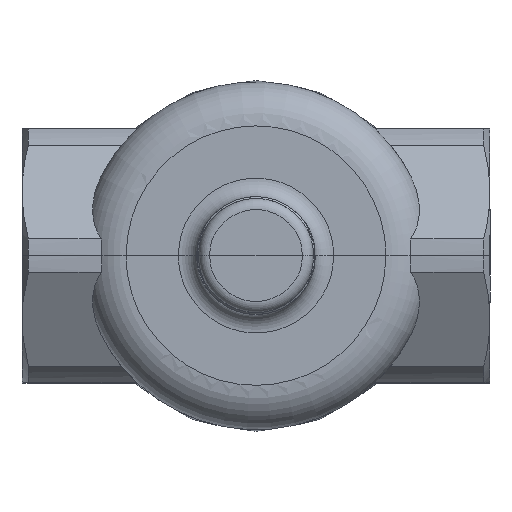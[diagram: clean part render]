
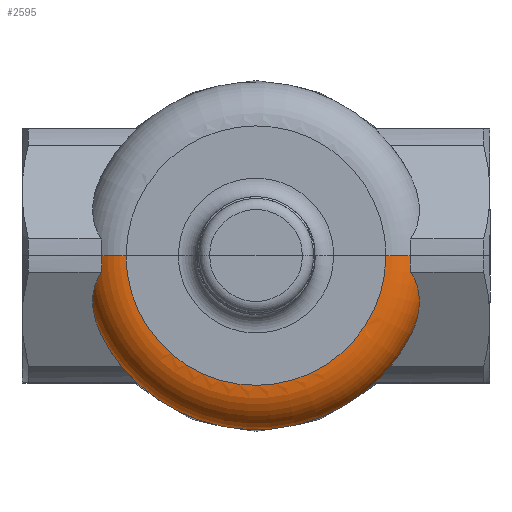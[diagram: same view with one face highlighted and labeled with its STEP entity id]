
A CAD part, top view. The second image highlights one B-rep face of the part: STEP entity #2595.
In plain terms, the highlighted toroidal (fillet/blend) face has major radius 35.2 mm and minor radius 12 mm.
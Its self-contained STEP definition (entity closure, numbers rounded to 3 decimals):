
#61=TOROIDAL_SURFACE('',#2881,35.2,12.);
#124=B_SPLINE_CURVE_WITH_KNOTS('',3,(#4550,#4551,#4552,#4553,#4554,#4555,
#4556,#4557,#4558),.UNSPECIFIED.,.F.,.F.,(4,1,1,1,1,1,4),(0.,0.167,
0.333,0.5,0.667,0.833,1.),
 .UNSPECIFIED.);
#126=B_SPLINE_CURVE_WITH_KNOTS('',3,(#4575,#4576,#4577,#4578,#4579,#4580),
 .UNSPECIFIED.,.F.,.F.,(4,2,4),(222.41,224.934,227.02),
 .UNSPECIFIED.);
#127=B_SPLINE_CURVE_WITH_KNOTS('',3,(#4582,#4583,#4584,#4585,#4586,#4587,
#4588,#4589,#4590,#4591,#4592,#4593,#4594,#4595,#4596,#4597,#4598,#4599,
#4600,#4601,#4602,#4603,#4604,#4605),.UNSPECIFIED.,.F.,.F.,(4,2,2,2,2,2,
2,2,2,2,2,4),(-187.38,-185.966,-184.137,-182.308,
-180.269,-178.231,-176.193,-174.155,
-172.645,-171.135,-169.626,-168.421),
 .UNSPECIFIED.);
#128=B_SPLINE_CURVE_WITH_KNOTS('',3,(#4607,#4608,#4609,#4610,#4611,#4612,
#4613,#4614),.UNSPECIFIED.,.F.,.F.,(4,1,1,1,1,4),(0.,0.2,0.4,0.6,0.8,1.),
 .UNSPECIFIED.);
#129=B_SPLINE_CURVE_WITH_KNOTS('',3,(#4616,#4617,#4618,#4619,#4620,#4621,
#4622,#4623,#4624,#4625,#4626,#4627,#4628,#4629,#4630,#4631,#4632,#4633,
#4634,#4635,#4636,#4637,#4638,#4639),.UNSPECIFIED.,.F.,.F.,(4,2,2,2,2,2,
2,2,2,2,2,4),(-66.335,-65.131,-63.621,-62.112,
-60.602,-58.564,-56.526,-54.487,
-52.449,-50.62,-48.79,-47.377),
 .UNSPECIFIED.);
#130=B_SPLINE_CURVE_WITH_KNOTS('',3,(#4641,#4642,#4643,#4644,#4645,#4646,
#4647,#4648),.UNSPECIFIED.,.F.,.F.,(4,2,2,4),(96.69,97.176,
99.41,100.433),.UNSPECIFIED.);
#337=FACE_OUTER_BOUND('',#508,.T.);
#508=EDGE_LOOP('',(#2125,#2126,#2127,#2128,#2129,#2130,#2131,#2132));
#971=CIRCLE('',#2882,12.);
#972=CIRCLE('',#2883,12.);
#1158=VERTEX_POINT('',#4548);
#1159=VERTEX_POINT('',#4549);
#1160=VERTEX_POINT('',#4572);
#1161=VERTEX_POINT('',#4574);
#1162=VERTEX_POINT('',#4581);
#1163=VERTEX_POINT('',#4606);
#1164=VERTEX_POINT('',#4615);
#1165=VERTEX_POINT('',#4640);
#1489=EDGE_CURVE('',#1158,#1159,#124,.T.);
#1493=EDGE_CURVE('',#1160,#1159,#971,.T.);
#1494=EDGE_CURVE('',#1161,#1160,#126,.T.);
#1495=EDGE_CURVE('',#1162,#1161,#127,.T.);
#1496=EDGE_CURVE('',#1163,#1162,#128,.T.);
#1497=EDGE_CURVE('',#1164,#1163,#129,.T.);
#1498=EDGE_CURVE('',#1165,#1164,#130,.T.);
#1499=EDGE_CURVE('',#1158,#1165,#972,.T.);
#2125=ORIENTED_EDGE('',*,*,#1489,.T.);
#2126=ORIENTED_EDGE('',*,*,#1493,.F.);
#2127=ORIENTED_EDGE('',*,*,#1494,.F.);
#2128=ORIENTED_EDGE('',*,*,#1495,.F.);
#2129=ORIENTED_EDGE('',*,*,#1496,.F.);
#2130=ORIENTED_EDGE('',*,*,#1497,.F.);
#2131=ORIENTED_EDGE('',*,*,#1498,.F.);
#2132=ORIENTED_EDGE('',*,*,#1499,.F.);
#2595=ADVANCED_FACE('',(#337),#61,.T.);
#2881=AXIS2_PLACEMENT_3D('',#4571,#3535,#3536);
#2882=AXIS2_PLACEMENT_3D('',#4573,#3537,#3538);
#2883=AXIS2_PLACEMENT_3D('',#4649,#3539,#3540);
#3535=DIRECTION('center_axis',(0.,0.,1.));
#3536=DIRECTION('ref_axis',(1.,0.,0.));
#3537=DIRECTION('center_axis',(0.,1.,0.));
#3538=DIRECTION('ref_axis',(0.,0.,
1.));
#3539=DIRECTION('center_axis',(0.,1.,0.));
#3540=DIRECTION('ref_axis',(0.553,0.,0.833));
#4548=CARTESIAN_POINT('',(35.2,0.,39.5));
#4549=CARTESIAN_POINT('',(-35.2,0.,39.5));
#4550=CARTESIAN_POINT('Ctrl Pts',(35.2,0.,
39.5));
#4551=CARTESIAN_POINT('Ctrl Pts',(35.338,-6.22,39.5));
#4552=CARTESIAN_POINT('Ctrl Pts',(31.845,-18.386,39.5));
#4553=CARTESIAN_POINT('Ctrl Pts',(18.439,-31.92,39.5));
#4554=CARTESIAN_POINT('Ctrl Pts',(0.,-36.84,
39.5));
#4555=CARTESIAN_POINT('Ctrl Pts',(-18.439,-31.92,39.5));
#4556=CARTESIAN_POINT('Ctrl Pts',(-31.845,-18.386,39.5));
#4557=CARTESIAN_POINT('Ctrl Pts',(-35.338,-6.22,39.5));
#4558=CARTESIAN_POINT('Ctrl Pts',(-35.2,0.,
39.5));
#4571=CARTESIAN_POINT('Origin',(0.,0.,27.5));
#4572=CARTESIAN_POINT('',(-41.833,0.,37.5));
#4573=CARTESIAN_POINT('Origin',(-35.2,0.,
27.5));
#4574=CARTESIAN_POINT('',(-41.986,-4.522,37.226));
#4575=CARTESIAN_POINT('Ctrl Pts',(-41.986,-4.522,37.226));
#4576=CARTESIAN_POINT('Ctrl Pts',(-41.935,-3.705,37.326));
#4577=CARTESIAN_POINT('Ctrl Pts',(-41.894,-2.883,37.398));
#4578=CARTESIAN_POINT('Ctrl Pts',(-41.845,-1.371,37.481));
#4579=CARTESIAN_POINT('Ctrl Pts',(-41.833,-0.687,
37.5));
#4580=CARTESIAN_POINT('Ctrl Pts',(-41.833,0.,
37.5));
#4581=CARTESIAN_POINT('',(-42.086,-21.369,27.5));
#4582=CARTESIAN_POINT('Ctrl Pts',(-42.086,-21.369,27.5));
#4583=CARTESIAN_POINT('Ctrl Pts',(-42.291,-20.965,27.733));
#4584=CARTESIAN_POINT('Ctrl Pts',(-42.486,-20.551,27.972));
#4585=CARTESIAN_POINT('Ctrl Pts',(-42.902,-19.591,28.526));
#4586=CARTESIAN_POINT('Ctrl Pts',(-43.114,-19.042,28.843));
#4587=CARTESIAN_POINT('Ctrl Pts',(-43.483,-17.957,29.47));
#4588=CARTESIAN_POINT('Ctrl Pts',(-43.64,-17.42,29.78));
#4589=CARTESIAN_POINT('Ctrl Pts',(-43.913,-16.329,30.41));
#4590=CARTESIAN_POINT('Ctrl Pts',(-44.037,-15.721,30.76));
#4591=CARTESIAN_POINT('Ctrl Pts',(-44.223,-14.473,31.481));
#4592=CARTESIAN_POINT('Ctrl Pts',(-44.285,-13.833,31.851));
#4593=CARTESIAN_POINT('Ctrl Pts',(-44.336,-12.55,32.592));
#4594=CARTESIAN_POINT('Ctrl Pts',(-44.325,-11.907,32.962));
#4595=CARTESIAN_POINT('Ctrl Pts',(-44.23,-10.654,33.686));
#4596=CARTESIAN_POINT('Ctrl Pts',(-44.145,-10.042,34.039));
#4597=CARTESIAN_POINT('Ctrl Pts',(-43.946,-9.033,34.622));
#4598=CARTESIAN_POINT('Ctrl Pts',(-43.837,-8.586,34.88));
#4599=CARTESIAN_POINT('Ctrl Pts',(-43.568,-7.684,35.401));
#4600=CARTESIAN_POINT('Ctrl Pts',(-43.407,-7.228,35.664));
#4601=CARTESIAN_POINT('Ctrl Pts',(-43.033,-6.335,36.179));
#4602=CARTESIAN_POINT('Ctrl Pts',(-42.82,-5.897,36.432));
#4603=CARTESIAN_POINT('Ctrl Pts',(-42.397,-5.146,36.866));
#4604=CARTESIAN_POINT('Ctrl Pts',(-42.196,-4.825,37.051));
#4605=CARTESIAN_POINT('Ctrl Pts',(-41.986,-4.522,37.226));
#4606=CARTESIAN_POINT('',(42.086,-21.369,27.5));
#4607=CARTESIAN_POINT('Ctrl Pts',(42.086,-21.369,27.5));
#4608=CARTESIAN_POINT('Ctrl Pts',(39.014,-27.631,27.5));
#4609=CARTESIAN_POINT('Ctrl Pts',(29.882,-38.456,27.5));
#4610=CARTESIAN_POINT('Ctrl Pts',(10.658,-47.581,27.5));
#4611=CARTESIAN_POINT('Ctrl Pts',(-10.658,-47.581,27.5));
#4612=CARTESIAN_POINT('Ctrl Pts',(-29.882,-38.456,27.5));
#4613=CARTESIAN_POINT('Ctrl Pts',(-39.014,-27.631,27.5));
#4614=CARTESIAN_POINT('Ctrl Pts',(-42.086,-21.369,27.5));
#4615=CARTESIAN_POINT('',(41.986,-4.522,37.226));
#4616=CARTESIAN_POINT('Ctrl Pts',(41.986,-4.522,37.226));
#4617=CARTESIAN_POINT('Ctrl Pts',(42.196,-4.825,37.051));
#4618=CARTESIAN_POINT('Ctrl Pts',(42.397,-5.146,36.866));
#4619=CARTESIAN_POINT('Ctrl Pts',(42.82,-5.897,36.432));
#4620=CARTESIAN_POINT('Ctrl Pts',(43.033,-6.335,36.179));
#4621=CARTESIAN_POINT('Ctrl Pts',(43.407,-7.228,35.664));
#4622=CARTESIAN_POINT('Ctrl Pts',(43.568,-7.684,35.401));
#4623=CARTESIAN_POINT('Ctrl Pts',(43.837,-8.586,34.88));
#4624=CARTESIAN_POINT('Ctrl Pts',(43.946,-9.033,34.622));
#4625=CARTESIAN_POINT('Ctrl Pts',(44.145,-10.042,34.039));
#4626=CARTESIAN_POINT('Ctrl Pts',(44.23,-10.654,33.686));
#4627=CARTESIAN_POINT('Ctrl Pts',(44.325,-11.907,32.962));
#4628=CARTESIAN_POINT('Ctrl Pts',(44.336,-12.55,32.592));
#4629=CARTESIAN_POINT('Ctrl Pts',(44.285,-13.833,31.851));
#4630=CARTESIAN_POINT('Ctrl Pts',(44.223,-14.473,31.481));
#4631=CARTESIAN_POINT('Ctrl Pts',(44.037,-15.721,30.76));
#4632=CARTESIAN_POINT('Ctrl Pts',(43.913,-16.329,30.41));
#4633=CARTESIAN_POINT('Ctrl Pts',(43.64,-17.42,29.78));
#4634=CARTESIAN_POINT('Ctrl Pts',(43.483,-17.957,29.47));
#4635=CARTESIAN_POINT('Ctrl Pts',(43.114,-19.042,28.843));
#4636=CARTESIAN_POINT('Ctrl Pts',(42.902,-19.591,28.526));
#4637=CARTESIAN_POINT('Ctrl Pts',(42.486,-20.551,27.972));
#4638=CARTESIAN_POINT('Ctrl Pts',(42.291,-20.965,27.733));
#4639=CARTESIAN_POINT('Ctrl Pts',(42.086,-21.369,27.5));
#4640=CARTESIAN_POINT('',(41.833,0.,37.5));
#4641=CARTESIAN_POINT('Ctrl Pts',(41.833,0.,
37.5));
#4642=CARTESIAN_POINT('Ctrl Pts',(41.833,-0.196,37.5));
#4643=CARTESIAN_POINT('Ctrl Pts',(41.834,-0.392,37.498));
#4644=CARTESIAN_POINT('Ctrl Pts',(41.845,-1.491,37.481));
#4645=CARTESIAN_POINT('Ctrl Pts',(41.873,-2.389,37.435));
#4646=CARTESIAN_POINT('Ctrl Pts',(41.937,-3.701,37.319));
#4647=CARTESIAN_POINT('Ctrl Pts',(41.96,-4.112,37.276));
#4648=CARTESIAN_POINT('Ctrl Pts',(41.986,-4.522,37.226));
#4649=CARTESIAN_POINT('Origin',(35.2,0.,27.5));
